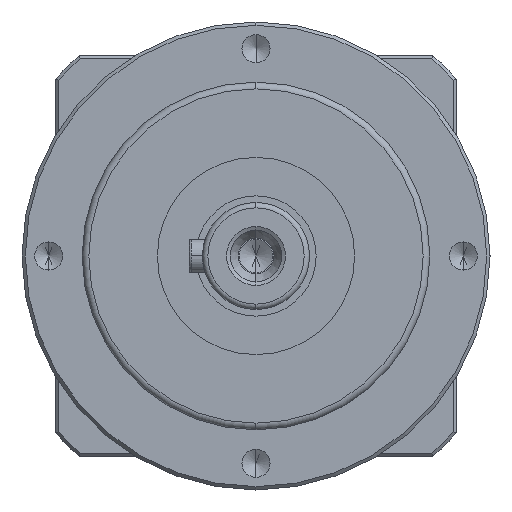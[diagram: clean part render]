
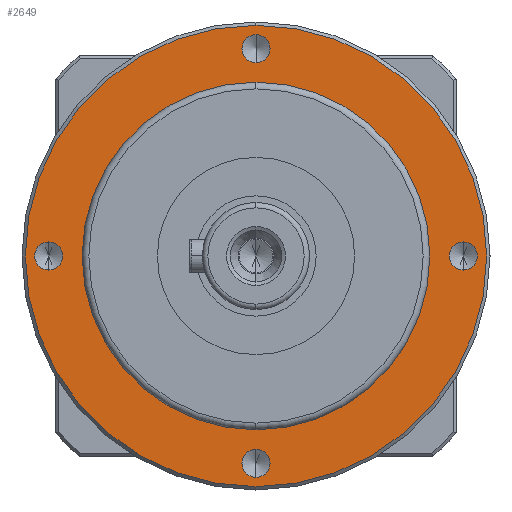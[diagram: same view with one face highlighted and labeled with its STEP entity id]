
A CAD part, left-side view. The second image highlights one B-rep face of the part: STEP entity #2649.
In plain terms, the highlighted planar face has unit normal (-1, 0, 0).
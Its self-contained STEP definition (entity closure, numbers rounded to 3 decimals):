
#11 = CARTESIAN_POINT ( 'NONE',  ( -139.439, 42.754, -28.9 ) ) ;
#37 = CARTESIAN_POINT ( 'NONE',  ( -139.439, 42.754, 34.5 ) ) ;
#53 = CARTESIAN_POINT ( 'NONE',  ( -139.439, 11.754, 0. ) ) ;
#57 = AXIS2_PLACEMENT_3D ( 'NONE', #4771, #2408, #2813 ) ;
#78 = DIRECTION ( 'NONE',  ( -1., 0., 0. ) ) ;
#146 = CIRCLE ( 'NONE', #3891, 26. ) ;
#195 = DIRECTION ( 'NONE',  ( 0., 0., 1. ) ) ;
#316 = CIRCLE ( 'NONE', #1685, 2.1 ) ;
#380 = VERTEX_POINT ( 'NONE', #2241 ) ;
#419 = EDGE_LOOP ( 'NONE', ( #1449, #4778 ) ) ;
#429 = DIRECTION ( 'NONE',  ( -1., 0., 0. ) ) ;
#459 = CIRCLE ( 'NONE', #2330, 2.1 ) ;
#596 = AXIS2_PLACEMENT_3D ( 'NONE', #746, #4698, #2343 ) ;
#606 = VERTEX_POINT ( 'NONE', #4312 ) ;
#660 = AXIS2_PLACEMENT_3D ( 'NONE', #53, #1579, #1987 ) ;
#674 = CARTESIAN_POINT ( 'NONE',  ( -139.439, 42.754, 0. ) ) ;
#689 = CIRCLE ( 'NONE', #596, 2.1 ) ;
#717 = CARTESIAN_POINT ( 'NONE',  ( -139.439, 73.754, 0. ) ) ;
#726 = CARTESIAN_POINT ( 'NONE',  ( -139.439, 73.754, -2.1 ) ) ;
#731 = VERTEX_POINT ( 'NONE', #3598 ) ;
#746 = CARTESIAN_POINT ( 'NONE',  ( -139.439, 42.754, -31. ) ) ;
#877 = CARTESIAN_POINT ( 'NONE',  ( -139.439, 11.754, -2.1 ) ) ;
#951 = DIRECTION ( 'NONE',  ( -1., 0., 0. ) ) ;
#979 = AXIS2_PLACEMENT_3D ( 'NONE', #2421, #78, #1643 ) ;
#1238 = CIRCLE ( 'NONE', #4283, 26. ) ;
#1259 = VERTEX_POINT ( 'NONE', #11 ) ;
#1288 = FACE_BOUND ( 'NONE', #1601, .T. ) ;
#1314 = CARTESIAN_POINT ( 'NONE',  ( -139.439, 42.754, 31. ) ) ;
#1315 = ORIENTED_EDGE ( 'NONE', *, *, #3286, .F. ) ;
#1341 = CARTESIAN_POINT ( 'NONE',  ( -139.439, 42.754, -33.1 ) ) ;
#1449 = ORIENTED_EDGE ( 'NONE', *, *, #2452, .F. ) ;
#1488 = DIRECTION ( 'NONE',  ( -1., 0., 0. ) ) ;
#1503 = CIRCLE ( 'NONE', #1793, 34.5 ) ;
#1505 = ORIENTED_EDGE ( 'NONE', *, *, #2857, .F. ) ;
#1573 = CIRCLE ( 'NONE', #57, 2.1 ) ;
#1579 = DIRECTION ( 'NONE',  ( -1., 0., 0. ) ) ;
#1601 = EDGE_LOOP ( 'NONE', ( #4134, #1315 ) ) ;
#1624 = VERTEX_POINT ( 'NONE', #877 ) ;
#1631 = DIRECTION ( 'NONE',  ( 1., 0., 0. ) ) ;
#1638 = CIRCLE ( 'NONE', #4317, 2.1 ) ;
#1643 = DIRECTION ( 'NONE',  ( 0., 0., -1. ) ) ;
#1667 = PLANE ( 'NONE',  #4059 ) ;
#1685 = AXIS2_PLACEMENT_3D ( 'NONE', #3021, #1488, #2986 ) ;
#1743 = VERTEX_POINT ( 'NONE', #1341 ) ;
#1761 = EDGE_CURVE ( 'NONE', #731, #380, #459, .T. ) ;
#1793 = AXIS2_PLACEMENT_3D ( 'NONE', #1816, #4562, #4530 ) ;
#1816 = CARTESIAN_POINT ( 'NONE',  ( -139.439, 42.754, 0. ) ) ;
#1872 = AXIS2_PLACEMENT_3D ( 'NONE', #717, #3441, #3070 ) ;
#1890 = FACE_OUTER_BOUND ( 'NONE', #1983, .T. ) ;
#1927 = EDGE_LOOP ( 'NONE', ( #1505, #4989 ) ) ;
#1952 = EDGE_LOOP ( 'NONE', ( #3060, #3387 ) ) ;
#1983 = EDGE_LOOP ( 'NONE', ( #4307, #3381 ) ) ;
#1987 = DIRECTION ( 'NONE',  ( 0., 0., 1. ) ) ;
#2023 = CARTESIAN_POINT ( 'NONE',  ( -139.439, 68.754, 0. ) ) ;
#2027 = CARTESIAN_POINT ( 'NONE',  ( -139.439, 42.754, -31. ) ) ;
#2065 = ORIENTED_EDGE ( 'NONE', *, *, #2414, .F. ) ;
#2241 = CARTESIAN_POINT ( 'NONE',  ( -139.439, 42.754, 28.9 ) ) ;
#2303 = VERTEX_POINT ( 'NONE', #3063 ) ;
#2311 = FACE_BOUND ( 'NONE', #1952, .T. ) ;
#2316 = CIRCLE ( 'NONE', #2775, 2.1 ) ;
#2330 = AXIS2_PLACEMENT_3D ( 'NONE', #1314, #951, #195 ) ;
#2343 = DIRECTION ( 'NONE',  ( 0., 0., 1. ) ) ;
#2408 = DIRECTION ( 'NONE',  ( -1., 0., 0. ) ) ;
#2414 = EDGE_CURVE ( 'NONE', #606, #4405, #1238, .T. ) ;
#2421 = CARTESIAN_POINT ( 'NONE',  ( -139.439, 42.754, 0. ) ) ;
#2448 = EDGE_CURVE ( 'NONE', #380, #731, #2316, .T. ) ;
#2452 = EDGE_CURVE ( 'NONE', #1259, #1743, #689, .T. ) ;
#2534 = VERTEX_POINT ( 'NONE', #37 ) ;
#2555 = FACE_BOUND ( 'NONE', #4749, .T. ) ;
#2616 = FACE_BOUND ( 'NONE', #419, .T. ) ;
#2649 = ADVANCED_FACE ( 'NONE', ( #2616, #2819, #2311, #1288, #1890, #2555 ), #1667, .F. ) ;
#2656 = EDGE_CURVE ( 'NONE', #1624, #2303, #1573, .T. ) ;
#2718 = EDGE_CURVE ( 'NONE', #4405, #606, #146, .T. ) ;
#2733 = DIRECTION ( 'NONE',  ( 0., 0., 1. ) ) ;
#2775 = AXIS2_PLACEMENT_3D ( 'NONE', #4320, #429, #3152 ) ;
#2813 = DIRECTION ( 'NONE',  ( 0., 0., 1. ) ) ;
#2819 = FACE_BOUND ( 'NONE', #1927, .T. ) ;
#2857 = EDGE_CURVE ( 'NONE', #2303, #1624, #4041, .T. ) ;
#2888 = EDGE_CURVE ( 'NONE', #1743, #1259, #1638, .T. ) ;
#2986 = DIRECTION ( 'NONE',  ( 0., 0., 1. ) ) ;
#3021 = CARTESIAN_POINT ( 'NONE',  ( -139.439, 73.754, 0. ) ) ;
#3028 = CARTESIAN_POINT ( 'NONE',  ( -139.439, 42.754, 0. ) ) ;
#3060 = ORIENTED_EDGE ( 'NONE', *, *, #1761, .F. ) ;
#3063 = CARTESIAN_POINT ( 'NONE',  ( -139.439, 11.754, 2.1 ) ) ;
#3070 = DIRECTION ( 'NONE',  ( 0., 0., 1. ) ) ;
#3152 = DIRECTION ( 'NONE',  ( 0., 0., 1. ) ) ;
#3230 = DIRECTION ( 'NONE',  ( 0., 0., 1. ) ) ;
#3286 = EDGE_CURVE ( 'NONE', #4494, #4005, #316, .T. ) ;
#3381 = ORIENTED_EDGE ( 'NONE', *, *, #4666, .T. ) ;
#3387 = ORIENTED_EDGE ( 'NONE', *, *, #2448, .F. ) ;
#3397 = DIRECTION ( 'NONE',  ( -1., 0., 0. ) ) ;
#3415 = DIRECTION ( 'NONE',  ( 0., 0., 1. ) ) ;
#3441 = DIRECTION ( 'NONE',  ( -1., 0., 0. ) ) ;
#3460 = CARTESIAN_POINT ( 'NONE',  ( -139.439, 73.754, 2.1 ) ) ;
#3592 = ORIENTED_EDGE ( 'NONE', *, *, #2718, .F. ) ;
#3598 = CARTESIAN_POINT ( 'NONE',  ( -139.439, 42.754, 33.1 ) ) ;
#3891 = AXIS2_PLACEMENT_3D ( 'NONE', #674, #3397, #3415 ) ;
#3933 = DIRECTION ( 'NONE',  ( -1., 0., 0. ) ) ;
#4005 = VERTEX_POINT ( 'NONE', #3460 ) ;
#4041 = CIRCLE ( 'NONE', #660, 2.1 ) ;
#4051 = DIRECTION ( 'NONE',  ( -1., 0., 0. ) ) ;
#4059 = AXIS2_PLACEMENT_3D ( 'NONE', #2023, #1631, #4382 ) ;
#4071 = CARTESIAN_POINT ( 'NONE',  ( -139.439, 42.754, -34.5 ) ) ;
#4088 = EDGE_CURVE ( 'NONE', #4225, #2534, #4565, .T. ) ;
#4134 = ORIENTED_EDGE ( 'NONE', *, *, #4797, .F. ) ;
#4225 = VERTEX_POINT ( 'NONE', #4071 ) ;
#4283 = AXIS2_PLACEMENT_3D ( 'NONE', #3028, #3933, #2733 ) ;
#4307 = ORIENTED_EDGE ( 'NONE', *, *, #4088, .T. ) ;
#4312 = CARTESIAN_POINT ( 'NONE',  ( -139.439, 42.754, 26. ) ) ;
#4317 = AXIS2_PLACEMENT_3D ( 'NONE', #2027, #4051, #3230 ) ;
#4320 = CARTESIAN_POINT ( 'NONE',  ( -139.439, 42.754, 31. ) ) ;
#4382 = DIRECTION ( 'NONE',  ( 0., 0., -1. ) ) ;
#4388 = CIRCLE ( 'NONE', #1872, 2.1 ) ;
#4405 = VERTEX_POINT ( 'NONE', #4505 ) ;
#4494 = VERTEX_POINT ( 'NONE', #726 ) ;
#4505 = CARTESIAN_POINT ( 'NONE',  ( -139.439, 42.754, -26. ) ) ;
#4530 = DIRECTION ( 'NONE',  ( 0., 0., -1. ) ) ;
#4562 = DIRECTION ( 'NONE',  ( -1., 0., 0. ) ) ;
#4565 = CIRCLE ( 'NONE', #979, 34.5 ) ;
#4666 = EDGE_CURVE ( 'NONE', #2534, #4225, #1503, .T. ) ;
#4698 = DIRECTION ( 'NONE',  ( -1., 0., 0. ) ) ;
#4749 = EDGE_LOOP ( 'NONE', ( #2065, #3592 ) ) ;
#4771 = CARTESIAN_POINT ( 'NONE',  ( -139.439, 11.754, 0. ) ) ;
#4778 = ORIENTED_EDGE ( 'NONE', *, *, #2888, .F. ) ;
#4797 = EDGE_CURVE ( 'NONE', #4005, #4494, #4388, .T. ) ;
#4989 = ORIENTED_EDGE ( 'NONE', *, *, #2656, .F. ) ;
